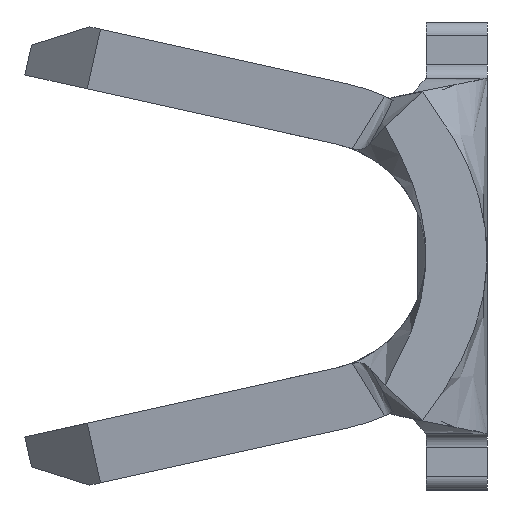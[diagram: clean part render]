
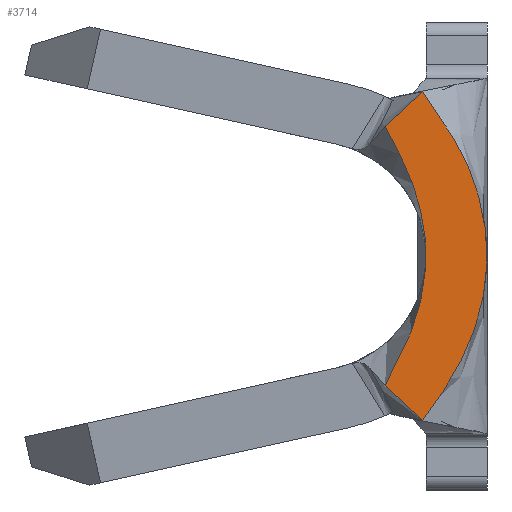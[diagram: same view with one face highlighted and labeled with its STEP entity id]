
A CAD part, left-side view. The second image highlights one B-rep face of the part: STEP entity #3714.
In plain terms, the highlighted planar face has unit normal (-1, 0, 0).
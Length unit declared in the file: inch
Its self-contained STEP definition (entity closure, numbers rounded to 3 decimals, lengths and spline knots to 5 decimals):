
#49 = VERTEX_POINT ( 'NONE', #2287 ) ;
#62 = CARTESIAN_POINT ( 'NONE',  ( -0.512, 0.00642, -0.03839 ) ) ;
#160 = CARTESIAN_POINT ( 'NONE',  ( -0.512, 0.04199, 0.04653 ) ) ;
#274 = CARTESIAN_POINT ( 'NONE',  ( -0.512, 0.0503, -0.07065 ) ) ;
#314 = CARTESIAN_POINT ( 'NONE',  ( -0.512, 0.0464, 0.07421 ) ) ;
#576 = VERTEX_POINT ( 'NONE', #6427 ) ;
#608 = CARTESIAN_POINT ( 'NONE',  ( -0.512, 0.02435, -0.07346 ) ) ;
#717 = CARTESIAN_POINT ( 'NONE',  ( -0.512, 0.0534, 0.06792 ) ) ;
#860 = CARTESIAN_POINT ( 'NONE',  ( -0.512, 0.04294, 0.07741 ) ) ;
#1131 = CARTESIAN_POINT ( 'NONE',  ( -0.512, 0.0339, 0.08606 ) ) ;
#1246 = CARTESIAN_POINT ( 'NONE',  ( -0.512, 0.04211, -0.04678 ) ) ;
#1335 = CARTESIAN_POINT ( 'NONE',  ( -0.512, 0.0339, -0.08606 ) ) ;
#1344 = CARTESIAN_POINT ( 'NONE',  ( -0.512, 0.0534, 0.06792 ) ) ;
#1371 = CARTESIAN_POINT ( 'NONE',  ( -0.512, 0.242, -0.093 ) ) ;
#1396 = CARTESIAN_POINT ( 'NONE',  ( -0.512, 0.03687, 0.08314 ) ) ;
#1666 = CARTESIAN_POINT ( 'NONE',  ( -0.512, 0.00666, 0.03904 ) ) ;
#1775 = CARTESIAN_POINT ( 'NONE',  ( -0.512, 0.03468, -0.02399 ) ) ;
#2069 = ORIENTED_EDGE ( 'NONE', *, *, #2852, .F. ) ;
#2187 = CARTESIAN_POINT ( 'NONE',  ( -0.512, 0.00088, 0.01602 ) ) ;
#2287 = CARTESIAN_POINT ( 'NONE',  ( -0.512, 0.0534, 0.06792 ) ) ;
#2291 = CARTESIAN_POINT ( 'NONE',  ( -0.512, 0.03201, -0.00617 ) ) ;
#2358 = EDGE_LOOP ( 'NONE', ( #2069, #4250, #5535, #4913 ) ) ;
#2394 = CARTESIAN_POINT ( 'NONE',  ( -0.512, 0.03901, -0.08111 ) ) ;
#2401 = PLANE ( 'NONE',  #6255 ) ;
#2529 = EDGE_CURVE ( 'NONE', #49, #5733, #6074, .T. ) ;
#2601 = B_SPLINE_CURVE_WITH_KNOTS ( 'NONE', 3,
 ( #1335, #4412, #5478, #2394, #6005, #2913, #6542, #3414, #274, #3914 ),
 .UNSPECIFIED., .F., .F.,
 ( 4, 3, 3, 4 ),
 ( 0., 0.00018, 0.00036, 0.00068 ),
 .UNSPECIFIED. ) ;
#2709 = CARTESIAN_POINT ( 'NONE',  ( -0.512, -0.00002, -0.00754 ) ) ;
#2813 = CARTESIAN_POINT ( 'NONE',  ( -0.512, 0.03252, 0.01184 ) ) ;
#2836 = CARTESIAN_POINT ( 'NONE',  ( -0.512, 0.0534, -0.06792 ) ) ;
#2852 = EDGE_CURVE ( 'NONE', #5733, #576, #3653, .T. ) ;
#2913 = CARTESIAN_POINT ( 'NONE',  ( -0.512, 0.04246, -0.07785 ) ) ;
#2946 = CARTESIAN_POINT ( 'NONE',  ( -0.512, 0.05164, 0.06947 ) ) ;
#3209 = CARTESIAN_POINT ( 'NONE',  ( -0.512, 0.00403, -0.03088 ) ) ;
#3286 = CARTESIAN_POINT ( 'NONE',  ( -0.512, 0.0534, -0.06792 ) ) ;
#3305 = CARTESIAN_POINT ( 'NONE',  ( -0.512, 0.03616, 0.02951 ) ) ;
#3414 = CARTESIAN_POINT ( 'NONE',  ( -0.512, 0.04724, -0.07343 ) ) ;
#3441 = CARTESIAN_POINT ( 'NONE',  ( -0.512, 0.04814, 0.07263 ) ) ;
#3444 = DIRECTION ( 'NONE',  ( 0., 0., 1. ) ) ;
#3588 = VERTEX_POINT ( 'NONE', #2836 ) ;
#3653 = B_SPLINE_CURVE_WITH_KNOTS ( 'NONE', 3,
 ( #1131, #4201, #4740, #1666, #5276, #2187, #5793, #2709, #6324, #3209, #62, #3722, #608, #4223 ),
 .UNSPECIFIED., .F., .F.,
 ( 4, 2, 2, 2, 2, 2, 4 ),
 ( 0., 0.00118, 0.00177, 0.00236, 0.00296, 0.00355, 0.00473 ),
 .UNSPECIFIED. ) ;
#3714 = ADVANCED_FACE ( 'NONE', ( #5581 ), #2401, .T. ) ;
#3722 = CARTESIAN_POINT ( 'NONE',  ( -0.512, 0.01566, -0.06034 ) ) ;
#3820 = CARTESIAN_POINT ( 'NONE',  ( -0.512, 0.04754, 0.05736 ) ) ;
#3914 = CARTESIAN_POINT ( 'NONE',  ( -0.512, 0.0534, -0.06792 ) ) ;
#3947 = CARTESIAN_POINT ( 'NONE',  ( -0.512, 0.04466, 0.0758 ) ) ;
#4201 = CARTESIAN_POINT ( 'NONE',  ( -0.512, 0.0244, 0.07354 ) ) ;
#4223 = CARTESIAN_POINT ( 'NONE',  ( -0.512, 0.0339, -0.08606 ) ) ;
#4229 = CARTESIAN_POINT ( 'NONE',  ( -0.512, 0.0339, 0.08606 ) ) ;
#4250 = ORIENTED_EDGE ( 'NONE', *, *, #2529, .F. ) ;
#4251 = B_SPLINE_CURVE_WITH_KNOTS ( 'NONE', 3,
 ( #3286, #6402, #1246, #4844, #1775, #5378, #2291, #5897, #2813, #6432, #3305, #160, #3820, #717 ),
 .UNSPECIFIED., .F., .F.,
 ( 4, 2, 2, 2, 2, 2, 4 ),
 ( 0., 0.00091, 0.00136, 0.00182, 0.00227, 0.00273, 0.00363 ),
 .UNSPECIFIED. ) ;
#4412 = CARTESIAN_POINT ( 'NONE',  ( -0.512, 0.03559, -0.0844 ) ) ;
#4469 = CARTESIAN_POINT ( 'NONE',  ( -0.512, 0.03989, 0.08025 ) ) ;
#4646 = EDGE_CURVE ( 'NONE', #3588, #49, #4251, .T. ) ;
#4740 = CARTESIAN_POINT ( 'NONE',  ( -0.512, 0.01581, 0.06053 ) ) ;
#4844 = CARTESIAN_POINT ( 'NONE',  ( -0.512, 0.03626, -0.02984 ) ) ;
#4913 = ORIENTED_EDGE ( 'NONE', *, *, #5297, .F. ) ;
#5011 = CARTESIAN_POINT ( 'NONE',  ( -0.512, 0.0339, 0.08606 ) ) ;
#5276 = CARTESIAN_POINT ( 'NONE',  ( -0.512, 0.00419, 0.03145 ) ) ;
#5297 = EDGE_CURVE ( 'NONE', #576, #3588, #2601, .T. ) ;
#5378 = CARTESIAN_POINT ( 'NONE',  ( -0.512, 0.03256, -0.01212 ) ) ;
#5478 = CARTESIAN_POINT ( 'NONE',  ( -0.512, 0.0373, -0.08275 ) ) ;
#5535 = ORIENTED_EDGE ( 'NONE', *, *, #4646, .F. ) ;
#5581 = FACE_OUTER_BOUND ( 'NONE', #2358, .T. ) ;
#5733 = VERTEX_POINT ( 'NONE', #4229 ) ;
#5793 = CARTESIAN_POINT ( 'NONE',  ( -0.512, 0.00002, 0.00822 ) ) ;
#5897 = CARTESIAN_POINT ( 'NONE',  ( -0.512, 0.03199, 0.00579 ) ) ;
#6005 = CARTESIAN_POINT ( 'NONE',  ( -0.512, 0.04073, -0.07947 ) ) ;
#6074 = B_SPLINE_CURVE_WITH_KNOTS ( 'NONE', 3,
 ( #1344, #2946, #6574, #3441, #314, #3947, #860, #4469, #1396, #5011 ),
 .UNSPECIFIED., .F., .F.,
 ( 4, 3, 3, 4 ),
 ( 0., 0.00018, 0.00036, 0.00068 ),
 .UNSPECIFIED. ) ;
#6255 = AXIS2_PLACEMENT_3D ( 'NONE', #1371, #6577, #3444 ) ;
#6324 = CARTESIAN_POINT ( 'NONE',  ( -0.512, 0.00081, -0.01551 ) ) ;
#6402 = CARTESIAN_POINT ( 'NONE',  ( -0.512, 0.04758, -0.05742 ) ) ;
#6427 = CARTESIAN_POINT ( 'NONE',  ( -0.512, 0.0339, -0.08606 ) ) ;
#6432 = CARTESIAN_POINT ( 'NONE',  ( -0.512, 0.03462, 0.02371 ) ) ;
#6542 = CARTESIAN_POINT ( 'NONE',  ( -0.512, 0.0442, -0.07624 ) ) ;
#6574 = CARTESIAN_POINT ( 'NONE',  ( -0.512, 0.04988, 0.07104 ) ) ;
#6577 = DIRECTION ( 'NONE',  ( -1., 0., 0. ) ) ;
